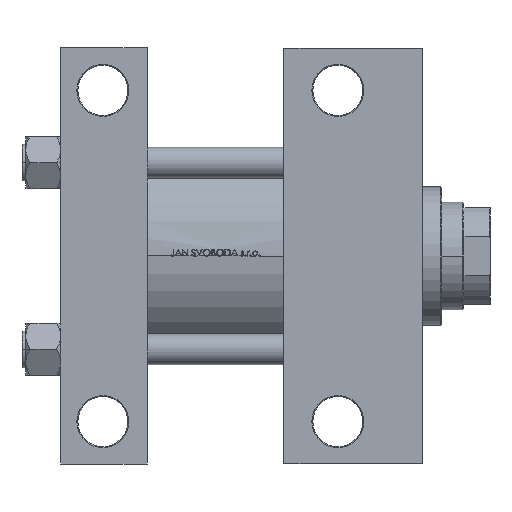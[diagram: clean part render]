
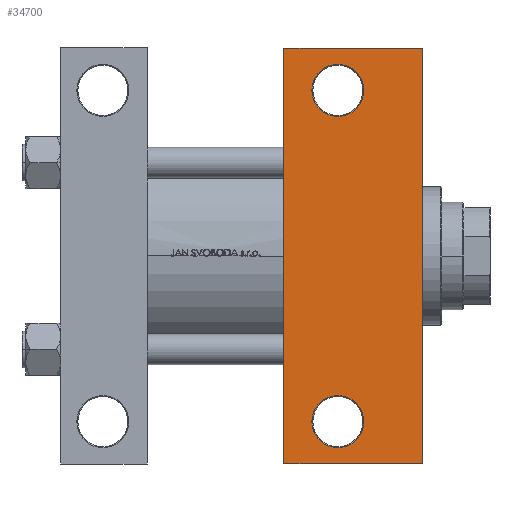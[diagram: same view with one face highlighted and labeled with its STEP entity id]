
A CAD part, front view. The second image highlights one B-rep face of the part: STEP entity #34700.
In plain terms, the highlighted face is planar.
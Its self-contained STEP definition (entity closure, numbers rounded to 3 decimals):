
#52 = EDGE_CURVE ( 'NONE', #22636, #40679, #8084, .T. ) ;
#711 = EDGE_CURVE ( 'NONE', #40679, #33031, #30575, .T. ) ;
#1019 = DIRECTION ( 'NONE',  ( 0., 0., 1. ) ) ;
#1474 = CARTESIAN_POINT ( 'NONE',  ( 157.5, -86., -65. ) ) ;
#1854 = DIRECTION ( 'NONE',  ( -1., 0., 0. ) ) ;
#2115 = CIRCLE ( 'NONE', #47187, 13.5 ) ;
#3245 = ORIENTED_EDGE ( 'NONE', *, *, #711, .T. ) ;
#3251 = ORIENTED_EDGE ( 'NONE', *, *, #8432, .T. ) ;
#4036 = ORIENTED_EDGE ( 'NONE', *, *, #16554, .T. ) ;
#4735 = EDGE_LOOP ( 'NONE', ( #11902, #19390, #3245, #34175 ) ) ;
#5126 = CARTESIAN_POINT ( 'NONE',  ( 116., 108., -65. ) ) ;
#5828 = AXIS2_PLACEMENT_3D ( 'NONE', #30103, #44974, #29621 ) ;
#5902 = CARTESIAN_POINT ( 'NONE',  ( 188., -108., -65. ) ) ;
#6217 = VECTOR ( 'NONE', #23022, 1000. ) ;
#7321 = DIRECTION ( 'NONE',  ( 0., -1., 0. ) ) ;
#8084 = LINE ( 'NONE', #5126, #14750 ) ;
#8432 = EDGE_CURVE ( 'NONE', #27070, #35261, #22649, .T. ) ;
#8764 = DIRECTION ( 'NONE',  ( 0., 1., 0. ) ) ;
#9208 = CARTESIAN_POINT ( 'NONE',  ( 157.5, 86., -65. ) ) ;
#9608 = CARTESIAN_POINT ( 'NONE',  ( 116., -108., -65. ) ) ;
#10968 = VERTEX_POINT ( 'NONE', #20609 ) ;
#11389 = CIRCLE ( 'NONE', #24605, 13.5 ) ;
#11902 = ORIENTED_EDGE ( 'NONE', *, *, #30947, .F. ) ;
#12578 = CARTESIAN_POINT ( 'NONE',  ( 144., 86., -65. ) ) ;
#13752 = LINE ( 'NONE', #9608, #19831 ) ;
#13810 = CARTESIAN_POINT ( 'NONE',  ( 188., 65., -65. ) ) ;
#14750 = VECTOR ( 'NONE', #19976, 1000. ) ;
#15598 = CARTESIAN_POINT ( 'NONE',  ( 144., 86., -65. ) ) ;
#16473 = DIRECTION ( 'NONE',  ( 0., 0., 1. ) ) ;
#16506 = ORIENTED_EDGE ( 'NONE', *, *, #25137, .T. ) ;
#16554 = EDGE_CURVE ( 'NONE', #35261, #27070, #18289, .T. ) ;
#17709 = FACE_BOUND ( 'NONE', #39934, .T. ) ;
#18199 = DIRECTION ( 'NONE',  ( 0., 1., 0. ) ) ;
#18289 = CIRCLE ( 'NONE', #5828, 13.5 ) ;
#19390 = ORIENTED_EDGE ( 'NONE', *, *, #52, .T. ) ;
#19831 = VECTOR ( 'NONE', #1854, 1000. ) ;
#19887 = DIRECTION ( 'NONE',  ( 0., 1., 0. ) ) ;
#19976 = DIRECTION ( 'NONE',  ( 1., 0., 0. ) ) ;
#20609 = CARTESIAN_POINT ( 'NONE',  ( 130.5, 86., -65. ) ) ;
#21348 = EDGE_CURVE ( 'NONE', #33031, #34780, #13752, .T. ) ;
#21858 = AXIS2_PLACEMENT_3D ( 'NONE', #27234, #42112, #39896 ) ;
#22636 = VERTEX_POINT ( 'NONE', #47536 ) ;
#22649 = CIRCLE ( 'NONE', #21858, 13.5 ) ;
#23022 = DIRECTION ( 'NONE',  ( 0., -1., 0. ) ) ;
#23900 = VECTOR ( 'NONE', #7321, 1000. ) ;
#24536 = EDGE_LOOP ( 'NONE', ( #38403, #16506 ) ) ;
#24605 = AXIS2_PLACEMENT_3D ( 'NONE', #12578, #16473, #19887 ) ;
#24715 = CARTESIAN_POINT ( 'NONE',  ( 130.5, -86., -65. ) ) ;
#24827 = LINE ( 'NONE', #36289, #23900 ) ;
#24998 = FACE_BOUND ( 'NONE', #24536, .T. ) ;
#25137 = EDGE_CURVE ( 'NONE', #35741, #10968, #11389, .T. ) ;
#25910 = EDGE_CURVE ( 'NONE', #10968, #35741, #2115, .T. ) ;
#27070 = VERTEX_POINT ( 'NONE', #1474 ) ;
#27234 = CARTESIAN_POINT ( 'NONE',  ( 144., -86., -65. ) ) ;
#29137 = PLANE ( 'NONE',  #37914 ) ;
#29533 = CARTESIAN_POINT ( 'NONE',  ( 188., 108., -65. ) ) ;
#29621 = DIRECTION ( 'NONE',  ( 0., 1., 0. ) ) ;
#30103 = CARTESIAN_POINT ( 'NONE',  ( 144., -86., -65. ) ) ;
#30575 = LINE ( 'NONE', #41326, #6217 ) ;
#30947 = EDGE_CURVE ( 'NONE', #22636, #34780, #24827, .T. ) ;
#33031 = VERTEX_POINT ( 'NONE', #5902 ) ;
#34175 = ORIENTED_EDGE ( 'NONE', *, *, #21348, .T. ) ;
#34700 = ADVANCED_FACE ( 'NONE', ( #24998, #17709, #47667 ), #29137, .T. ) ;
#34780 = VERTEX_POINT ( 'NONE', #45223 ) ;
#35261 = VERTEX_POINT ( 'NONE', #24715 ) ;
#35741 = VERTEX_POINT ( 'NONE', #9208 ) ;
#36210 = DIRECTION ( 'NONE',  ( 0., 0., -1. ) ) ;
#36289 = CARTESIAN_POINT ( 'NONE',  ( 116., 65., -65. ) ) ;
#37914 = AXIS2_PLACEMENT_3D ( 'NONE', #13810, #36210, #18199 ) ;
#38403 = ORIENTED_EDGE ( 'NONE', *, *, #25910, .T. ) ;
#39896 = DIRECTION ( 'NONE',  ( 0., 1., 0. ) ) ;
#39934 = EDGE_LOOP ( 'NONE', ( #4036, #3251 ) ) ;
#40679 = VERTEX_POINT ( 'NONE', #29533 ) ;
#41326 = CARTESIAN_POINT ( 'NONE',  ( 188., 65., -65. ) ) ;
#42112 = DIRECTION ( 'NONE',  ( 0., 0., 1. ) ) ;
#44974 = DIRECTION ( 'NONE',  ( 0., 0., 1. ) ) ;
#45223 = CARTESIAN_POINT ( 'NONE',  ( 116., -108., -65. ) ) ;
#47187 = AXIS2_PLACEMENT_3D ( 'NONE', #15598, #1019, #8764 ) ;
#47536 = CARTESIAN_POINT ( 'NONE',  ( 116., 108., -65. ) ) ;
#47667 = FACE_OUTER_BOUND ( 'NONE', #4735, .T. ) ;
